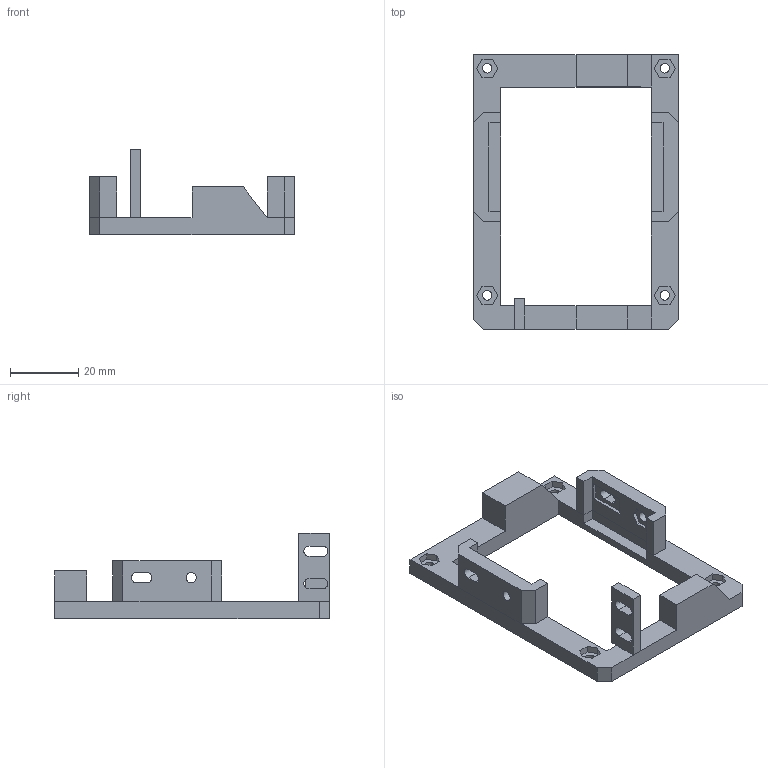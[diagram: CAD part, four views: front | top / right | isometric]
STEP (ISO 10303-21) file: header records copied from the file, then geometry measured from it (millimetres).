
FILE_DESCRIPTION(('FreeCAD Model'),'2;1');
FILE_NAME('Peripheral.step', '2017-04-08T19:54:13',('Author'),(''), 'Open CASCADE STEP processor 6.8','FreeCAD','Unknown');
FILE_SCHEMA(('AUTOMOTIVE_DESIGN_CC2 { 1 2 10303 214 -1 1 5 4 }'));
Length unit declared in the file: millimetre
Products named in the file (2): ASSEMBLY; Chamfer
Assembly tree (1 placements, depth 2):
  ASSEMBLY
    Chamfer
Bounding box: 60 x 80.5 x 25 mm (x, y, z)
Volume: 15452.9 mm3; surface area: 10432.7 mm2
Topology: 1 solids, 1 shells, 134 faces, 354 edges, 230 vertices
Faces by surface type: plane 119, cylinder 15
Full cylindrical faces by diameter (mm): 2.8 x4, 3 x2, 12 x1
Entity records: 8728 total; most frequent: CARTESIAN_POINT 1593, DIRECTION 1279, LINE 933, VECTOR 933, ORIENTED_EDGE 708, PCURVE 708, DEFINITIONAL_REPRESENTATION 708, EDGE_CURVE 354
